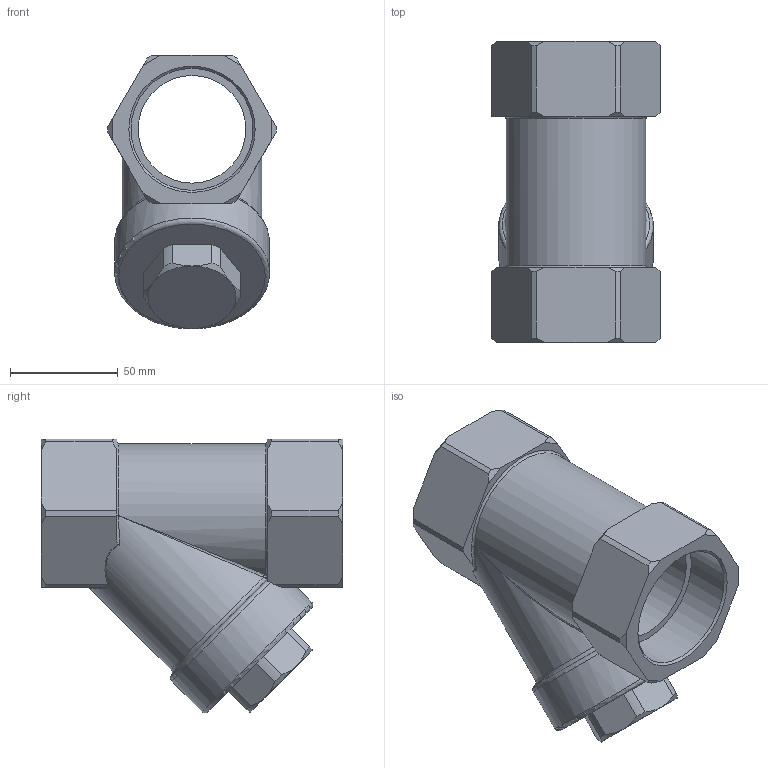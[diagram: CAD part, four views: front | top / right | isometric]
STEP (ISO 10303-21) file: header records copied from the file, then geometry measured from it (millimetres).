
FILE_DESCRIPTION(/* description */ ('Unknown'),/* implementation_level */ '2;1');
FILE_NAME(/* name */ '9180-09',/* time_stamp */ '2024-10-23T11:19:50+02:00',/* author */ ('Unknown'),/* organization */ ('Unknown'),/* preprocessor_version */ 'ST-DEVELOPER v19.4',/* originating_system */ 'Solid Edge',/* authorisation */ 'Unknown');
FILE_SCHEMA (('AUTOMOTIVE_DESIGN {1 0 10303 214 3 1 1}'));
Length unit declared in the file: millimetre
Products named in the file (1): 9180-09
Bounding box: 78.17 x 140 x 127.26 mm (x, y, z)
Volume: 443996.2 mm3; surface area: 72146.9 mm2
Topology: 1 solids, 1 shells, 95 faces, 253 edges, 163 vertices
Faces by surface type: plane 57, cylinder 12, bspline 9, cone 8, torus 5, sphere 4
Full cylindrical faces by diameter (mm): 50 x1, 56.656 x2, 72 x1
Entity records: 3720 total; most frequent: CARTESIAN_POINT 747, ORIENTED_EDGE 486, DIRECTION 455, EDGE_CURVE 243, VERTEX_POINT 160, AXIS2_PLACEMENT_3D 157, LINE 141, VECTOR 141
